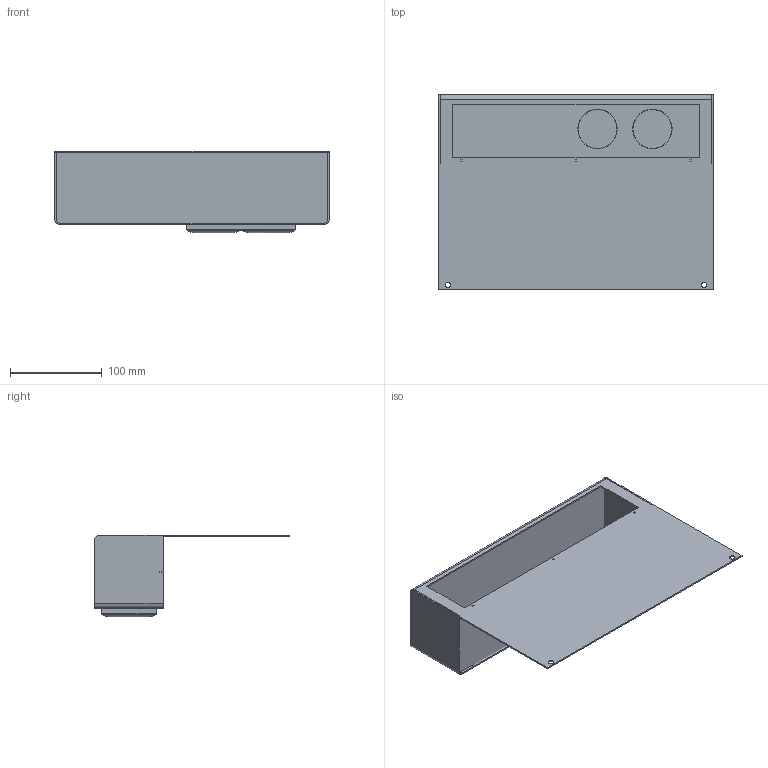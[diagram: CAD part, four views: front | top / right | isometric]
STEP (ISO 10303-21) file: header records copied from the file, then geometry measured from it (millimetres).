
FILE_DESCRIPTION(('STEP AP214'),'1');
FILE_NAME('8041230 transFORM Powerbox.STP','2023-11-23T10:24:42',(' '),(' '),'Spatial InterOp 3D',' ',' ');
FILE_SCHEMA(('AUTOMOTIVE_DESIGN { 1 0 10303 214 1 1 1 1 }'));
Length unit declared in the file: millimetre
Products named in the file (1): Powerbox TransForm+|Manschette f__r Powerbox#Manschette f_r Powerbox;Manschette f_r Powerbox
Bounding box: 300 x 213 x 89 mm (x, y, z)
Volume: 238038.6 mm3; surface area: 293756.7 mm2
Topology: 6 solids, 6 shells, 377 faces, 1020 edges, 664 vertices
Faces by surface type: plane 253, cylinder 104, cone 20
Entity records: 12000 total; most frequent: CARTESIAN_POINT 2095, DIRECTION 2058, ORIENTED_EDGE 2040, EDGE_CURVE 1020, LINE 732, VECTOR 732, VERTEX_POINT 664, AXIS2_PLACEMENT_3D 663
